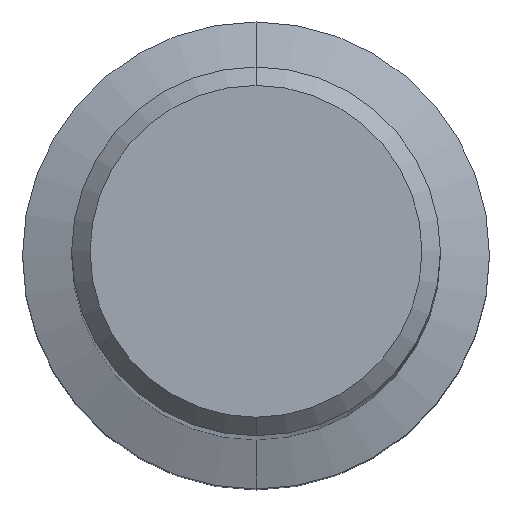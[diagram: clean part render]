
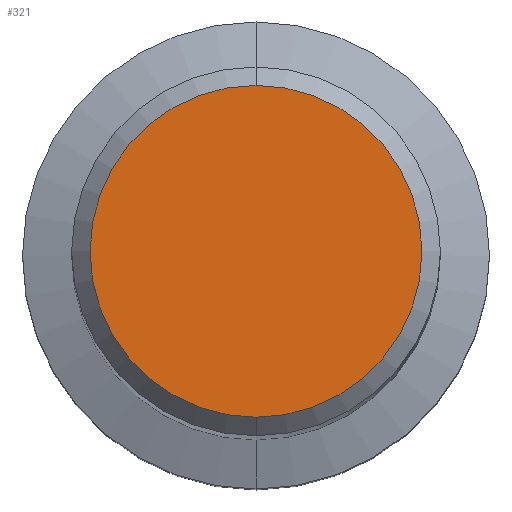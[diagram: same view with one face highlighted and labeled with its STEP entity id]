
A CAD part, top view. The second image highlights one B-rep face of the part: STEP entity #321.
In plain terms, the highlighted planar face has unit normal (0, 0, 1).
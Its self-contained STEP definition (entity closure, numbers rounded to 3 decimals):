
#203=EDGE_CURVE('',#397,#507,#558,.T.);
#321=ADVANCED_FACE('',(#685),#686,.T.);
#397=VERTEX_POINT('',#773);
#495=EDGE_CURVE('',#507,#397,#882,.T.);
#507=VERTEX_POINT('',#895);
#558=CIRCLE('',#943,5.4);
#685=FACE_OUTER_BOUND('',#1244,.T.);
#686=PLANE('',#1245);
#773=CARTESIAN_POINT('',(0.,-5.4,0.0));
#882=CIRCLE('',#1607,5.4);
#895=CARTESIAN_POINT('',(0.0,5.4,0.0));
#943=AXIS2_PLACEMENT_3D('',#1695,#1696,#1697);
#1244=EDGE_LOOP('',(#1813,#1814));
#1245=AXIS2_PLACEMENT_3D('',#1815,#1816,#1817);
#1607=AXIS2_PLACEMENT_3D('',#2066,#2067,#2068);
#1695=CARTESIAN_POINT('',(0.0,0.0,0.0));
#1696=DIRECTION('',(0.0,0.0,-1.0));
#1697=DIRECTION('',(0.0,1.0,0.0));
#1813=ORIENTED_EDGE('',*,*,#495,.F.);
#1814=ORIENTED_EDGE('',*,*,#203,.F.);
#1815=CARTESIAN_POINT('',(0.0,2.7,0.0));
#1816=DIRECTION('',(-0.0,0.0,1.0));
#1817=DIRECTION('',(0.0,-1.0,0.0));
#2066=CARTESIAN_POINT('',(0.0,0.0,0.0));
#2067=DIRECTION('',(0.0,0.0,-1.0));
#2068=DIRECTION('',(0.0,1.0,0.0));
